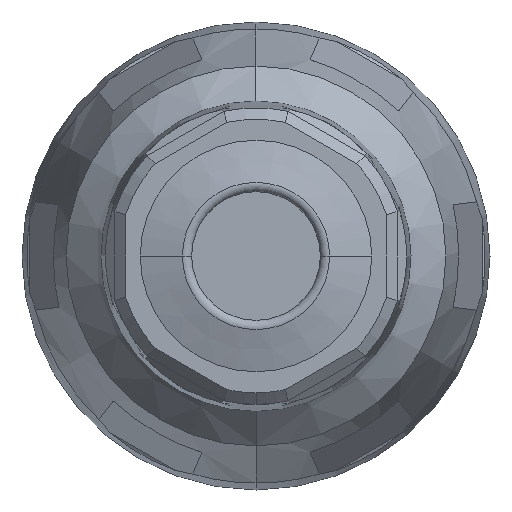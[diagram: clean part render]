
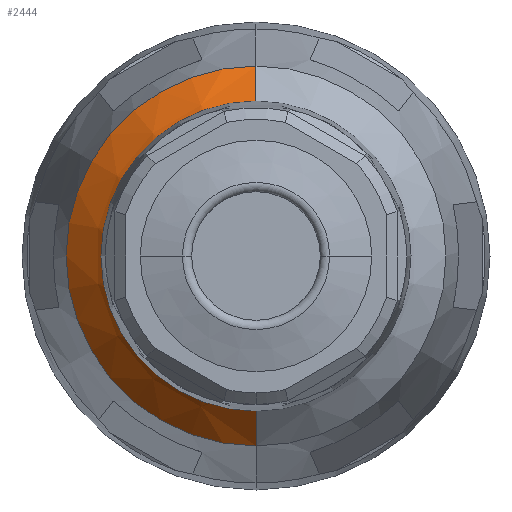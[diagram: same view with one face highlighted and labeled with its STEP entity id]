
A CAD part, left-side view. The second image highlights one B-rep face of the part: STEP entity #2444.
In plain terms, the highlighted conical face has half-angle 45 degrees and reference radius 17.85 mm.
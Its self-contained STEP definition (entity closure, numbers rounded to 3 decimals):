
#2 = CARTESIAN_POINT ( 'NONE',  ( -17.95, 0., 0. ) ) ;
#42 = DIRECTION ( 'NONE',  ( -1., 0., 0. ) ) ;
#163 = ORIENTED_EDGE ( 'NONE', *, *, #461, .T. ) ;
#195 = DIRECTION ( 'NONE',  ( 1., 0., 0. ) ) ;
#218 = DIRECTION ( 'NONE',  ( 0., 0., -1. ) ) ;
#461 = EDGE_CURVE ( 'NONE', #3630, #3500, #674, .T. ) ;
#497 = DIRECTION ( 'NONE',  ( 0., 0., 1. ) ) ;
#674 = LINE ( 'NONE', #1862, #1779 ) ;
#761 = CARTESIAN_POINT ( 'NONE',  ( -17.95, 0., -17.85 ) ) ;
#1105 = LINE ( 'NONE', #761, #4791 ) ;
#1127 = EDGE_CURVE ( 'NONE', #4756, #2897, #1105, .T. ) ;
#1242 = DIRECTION ( 'NONE',  ( 0.707, 0., -0.707 ) ) ;
#1330 = AXIS2_PLACEMENT_3D ( 'NONE', #2857, #42, #3337 ) ;
#1779 = VECTOR ( 'NONE', #1902, 1000. ) ;
#1862 = CARTESIAN_POINT ( 'NONE',  ( -17.95, 0., 17.85 ) ) ;
#1902 = DIRECTION ( 'NONE',  ( 0.707, 0., 0.707 ) ) ;
#2110 = EDGE_CURVE ( 'NONE', #3630, #4756, #4746, .T. ) ;
#2214 = CARTESIAN_POINT ( 'NONE',  ( -9.95, 0., 25.85 ) ) ;
#2444 = ADVANCED_FACE ( 'NONE', ( #4390 ), #3014, .T. ) ;
#2783 = CARTESIAN_POINT ( 'NONE',  ( -17.95, 0., 17.85 ) ) ;
#2857 = CARTESIAN_POINT ( 'NONE',  ( -9.95, 0., 0. ) ) ;
#2869 = CARTESIAN_POINT ( 'NONE',  ( -17.95, 0., -17.85 ) ) ;
#2897 = VERTEX_POINT ( 'NONE', #3085 ) ;
#3014 = CONICAL_SURFACE ( 'NONE', #5869, 17.85, 0.785 ) ;
#3085 = CARTESIAN_POINT ( 'NONE',  ( -9.95, 0., -25.85 ) ) ;
#3263 = EDGE_LOOP ( 'NONE', ( #3419, #163, #4288, #5476 ) ) ;
#3299 = DIRECTION ( 'NONE',  ( -1., 0., 0. ) ) ;
#3337 = DIRECTION ( 'NONE',  ( 0., 0., 1. ) ) ;
#3419 = ORIENTED_EDGE ( 'NONE', *, *, #2110, .F. ) ;
#3500 = VERTEX_POINT ( 'NONE', #2214 ) ;
#3630 = VERTEX_POINT ( 'NONE', #2783 ) ;
#4078 = EDGE_CURVE ( 'NONE', #3500, #2897, #5776, .T. ) ;
#4288 = ORIENTED_EDGE ( 'NONE', *, *, #4078, .T. ) ;
#4390 = FACE_OUTER_BOUND ( 'NONE', #3263, .T. ) ;
#4746 = CIRCLE ( 'NONE', #5504, 17.85 ) ;
#4756 = VERTEX_POINT ( 'NONE', #2869 ) ;
#4791 = VECTOR ( 'NONE', #1242, 1000. ) ;
#4848 = CARTESIAN_POINT ( 'NONE',  ( -17.95, 0., 0. ) ) ;
#5476 = ORIENTED_EDGE ( 'NONE', *, *, #1127, .F. ) ;
#5504 = AXIS2_PLACEMENT_3D ( 'NONE', #2, #3299, #497 ) ;
#5776 = CIRCLE ( 'NONE', #1330, 25.85 ) ;
#5869 = AXIS2_PLACEMENT_3D ( 'NONE', #4848, #195, #218 ) ;
